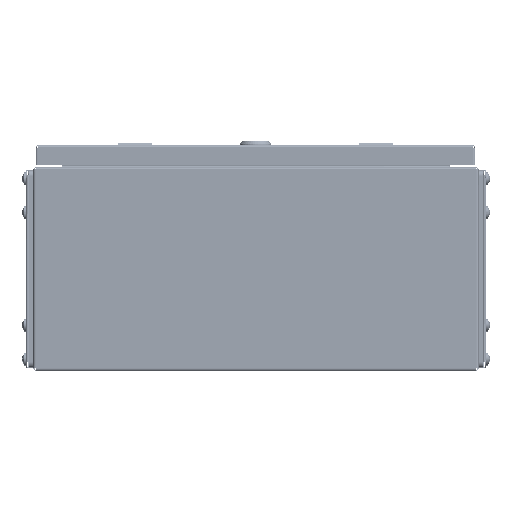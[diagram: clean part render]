
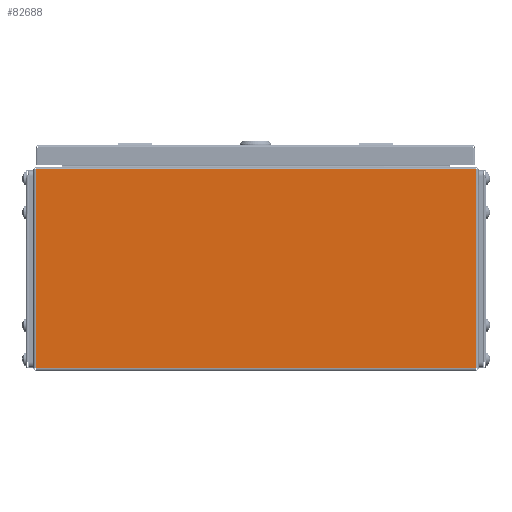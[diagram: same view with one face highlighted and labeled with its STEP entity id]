
A CAD part, left-side view. The second image highlights one B-rep face of the part: STEP entity #82688.
In plain terms, the highlighted planar face has unit normal (-1, 0, 0).
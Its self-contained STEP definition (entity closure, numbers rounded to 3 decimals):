
#178 = VECTOR ( 'NONE', #19050, 1000. ) ;
#2882 = EDGE_CURVE ( 'NONE', #78059, #42373, #29246, .T. ) ;
#7943 = DIRECTION ( 'NONE',  ( 0., 0., -1. ) ) ;
#9629 = FACE_OUTER_BOUND ( 'NONE', #40269, .T. ) ;
#10002 = ORIENTED_EDGE ( 'NONE', *, *, #28130, .F. ) ;
#10465 = ORIENTED_EDGE ( 'NONE', *, *, #2882, .T. ) ;
#11007 = DIRECTION ( 'NONE',  ( 0., 0., -1. ) ) ;
#12118 = VERTEX_POINT ( 'NONE', #70582 ) ;
#18315 = CARTESIAN_POINT ( 'NONE',  ( -200., 195.5, 1. ) ) ;
#19050 = DIRECTION ( 'NONE',  ( 0., 0., 1. ) ) ;
#21620 = ORIENTED_EDGE ( 'NONE', *, *, #84232, .T. ) ;
#22767 = DIRECTION ( 'NONE',  ( 0., 1., 0. ) ) ;
#28130 = EDGE_CURVE ( 'NONE', #12118, #63184, #73669, .T. ) ;
#29246 = LINE ( 'NONE', #55529, #52015 ) ;
#38674 = VECTOR ( 'NONE', #40955, 1000. ) ;
#40269 = EDGE_LOOP ( 'NONE', ( #10465, #40504, #10002, #21620 ) ) ;
#40504 = ORIENTED_EDGE ( 'NONE', *, *, #65972, .T. ) ;
#40955 = DIRECTION ( 'NONE',  ( 0., 1., 0. ) ) ;
#41116 = PLANE ( 'NONE',  #78452 ) ;
#41534 = DIRECTION ( 'NONE',  ( 1., 0., 0. ) ) ;
#42373 = VERTEX_POINT ( 'NONE', #62736 ) ;
#51500 = LINE ( 'NONE', #65250, #84591 ) ;
#52015 = VECTOR ( 'NONE', #22767, 1000. ) ;
#53455 = CARTESIAN_POINT ( 'NONE',  ( -200., 195.5, 1. ) ) ;
#55529 = CARTESIAN_POINT ( 'NONE',  ( -200., -195.5, 177.5 ) ) ;
#58671 = LINE ( 'NONE', #78039, #178 ) ;
#62736 = CARTESIAN_POINT ( 'NONE',  ( -200., 195.5, 177.5 ) ) ;
#63184 = VERTEX_POINT ( 'NONE', #18315 ) ;
#63565 = CARTESIAN_POINT ( 'NONE',  ( -200., -195.5, 177.5 ) ) ;
#65250 = CARTESIAN_POINT ( 'NONE',  ( -200., 195.5, 0. ) ) ;
#65972 = EDGE_CURVE ( 'NONE', #42373, #63184, #51500, .T. ) ;
#67385 = CARTESIAN_POINT ( 'NONE',  ( -200., 0., 0. ) ) ;
#70582 = CARTESIAN_POINT ( 'NONE',  ( -200., -195.5, 1. ) ) ;
#73669 = LINE ( 'NONE', #53455, #38674 ) ;
#78039 = CARTESIAN_POINT ( 'NONE',  ( -200., -195.5, 0. ) ) ;
#78059 = VERTEX_POINT ( 'NONE', #63565 ) ;
#78452 = AXIS2_PLACEMENT_3D ( 'NONE', #67385, #41534, #7943 ) ;
#82688 = ADVANCED_FACE ( 'NONE', ( #9629 ), #41116, .F. ) ;
#84232 = EDGE_CURVE ( 'NONE', #12118, #78059, #58671, .T. ) ;
#84591 = VECTOR ( 'NONE', #11007, 1000. ) ;
